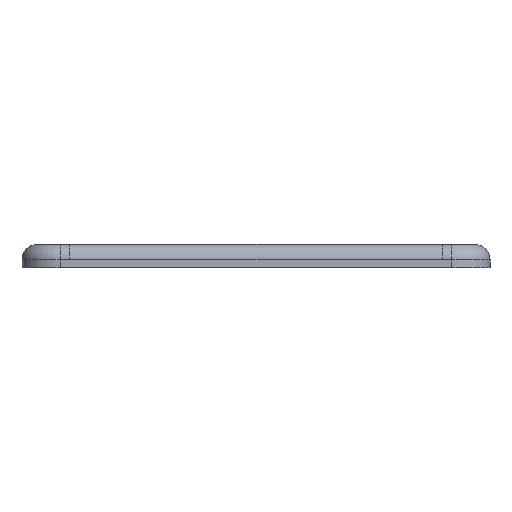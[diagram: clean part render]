
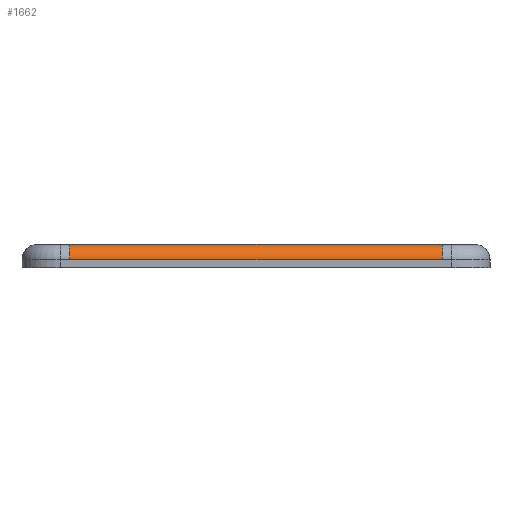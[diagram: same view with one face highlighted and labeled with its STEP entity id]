
A CAD part, left-side view. The second image highlights one B-rep face of the part: STEP entity #1662.
In plain terms, the highlighted cylindrical face has radius 2 mm (diameter 4 mm), a partial arc.
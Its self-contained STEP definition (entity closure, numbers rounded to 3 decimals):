
#36=CYLINDRICAL_SURFACE('',#1815,2.);
#140=CIRCLE('',#1816,2.);
#141=CIRCLE('',#1817,2.);
#202=FACE_OUTER_BOUND('',#305,.T.);
#305=EDGE_LOOP('',(#1239,#1240,#1241,#1242));
#398=LINE('',#2473,#552);
#444=LINE('',#2677,#598);
#552=VECTOR('',#1952,10.);
#598=VECTOR('',#2128,10.);
#708=VERTEX_POINT('',#2470);
#709=VERTEX_POINT('',#2472);
#783=VERTEX_POINT('',#2674);
#784=VERTEX_POINT('',#2676);
#867=EDGE_CURVE('',#709,#708,#398,.T.);
#960=EDGE_CURVE('',#708,#783,#140,.T.);
#961=EDGE_CURVE('',#783,#784,#444,.T.);
#962=EDGE_CURVE('',#784,#709,#141,.T.);
#1239=ORIENTED_EDGE('',*,*,#960,.T.);
#1240=ORIENTED_EDGE('',*,*,#961,.T.);
#1241=ORIENTED_EDGE('',*,*,#962,.T.);
#1242=ORIENTED_EDGE('',*,*,#867,.T.);
#1662=ADVANCED_FACE('',(#202),#36,.T.);
#1815=AXIS2_PLACEMENT_3D('',#2673,#2124,#2125);
#1816=AXIS2_PLACEMENT_3D('',#2675,#2126,#2127);
#1817=AXIS2_PLACEMENT_3D('',#2678,#2129,#2130);
#1952=DIRECTION('',(0.,1.,0.));
#2124=DIRECTION('center_axis',(0.,-1.,0.));
#2125=DIRECTION('ref_axis',(-0.707,0.,0.707));
#2126=DIRECTION('center_axis',(0.,-1.,0.));
#2127=DIRECTION('ref_axis',(0.,0.,1.));
#2128=DIRECTION('',(0.,-1.,0.));
#2129=DIRECTION('center_axis',(0.,1.,0.));
#2130=DIRECTION('ref_axis',(-1.,0.,0.));
#2470=CARTESIAN_POINT('',(-8.,44.75,18.));
#2472=CARTESIAN_POINT('',(-8.,-3.75,18.));
#2473=CARTESIAN_POINT('',(-8.,35.75,18.));
#2673=CARTESIAN_POINT('Origin',(-8.,35.75,16.));
#2674=CARTESIAN_POINT('',(-10.,44.75,16.));
#2675=CARTESIAN_POINT('Origin',(-8.,44.75,16.));
#2676=CARTESIAN_POINT('',(-10.,-3.75,16.));
#2677=CARTESIAN_POINT('',(-10.,35.75,16.));
#2678=CARTESIAN_POINT('Origin',(-8.,-3.75,16.));
